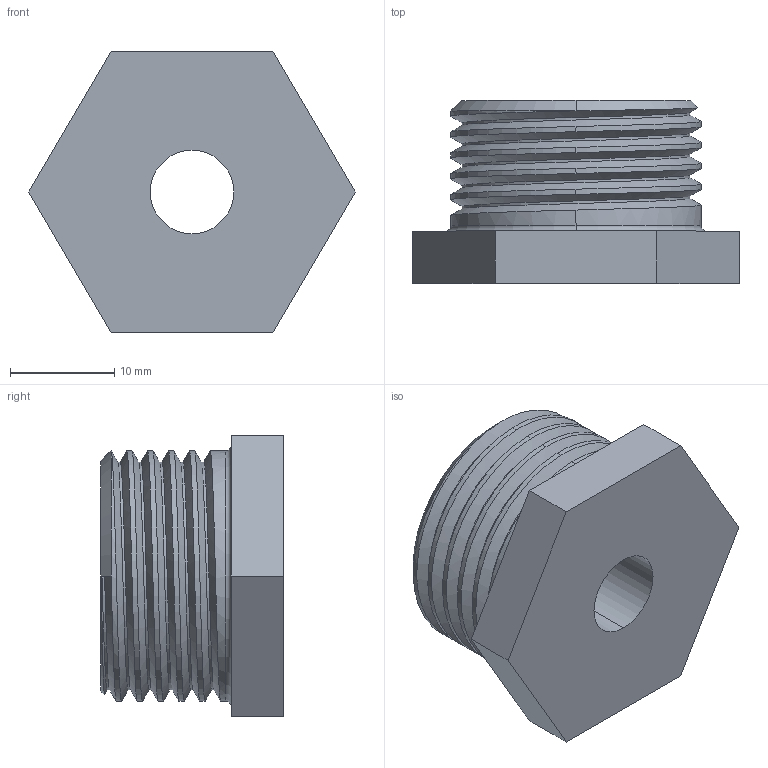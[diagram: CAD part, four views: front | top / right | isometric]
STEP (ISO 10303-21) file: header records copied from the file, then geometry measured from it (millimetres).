
FILE_DESCRIPTION (( 'STEP AP203' ), '1' );
FILE_NAME ('XWG0105-B-INOX-FIXATIONBUSE.STEP', '2024-04-25T14:40:48', ( '' ), ( '' ), 'SwSTEP 2.0', 'SolidWorks 2021', '' );
FILE_SCHEMA (( 'CONFIG_CONTROL_DESIGN' ));
Length unit declared in the file: millimetre
Products named in the file (1): XWG0105-B-INOX-FIXATIONBUSE
Bounding box: 31.27 x 17.5 x 27 mm (x, y, z)
Volume: 7336.8 mm3; surface area: 3354.7 mm2
Topology: 1 solids, 1 shells, 34 faces, 87 edges, 56 vertices
Faces by surface type: cylinder 14, plane 11, cone 4, bspline 3, torus 2
Entity records: 2203 total; most frequent: CARTESIAN_POINT 1375, ORIENTED_EDGE 174, DIRECTION 139, EDGE_CURVE 87, VERTEX_POINT 56, AXIS2_PLACEMENT_3D 50, LINE 39, VECTOR 39
